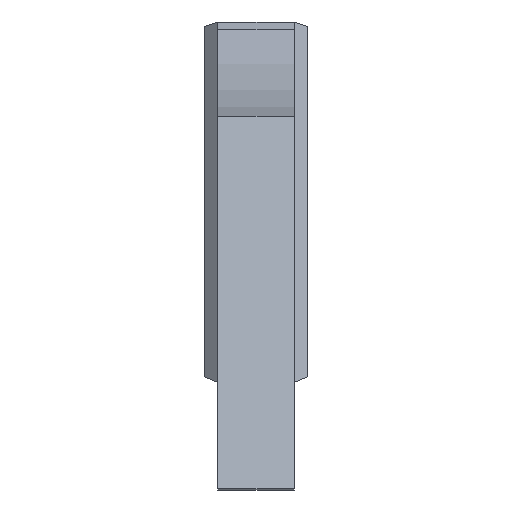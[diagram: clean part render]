
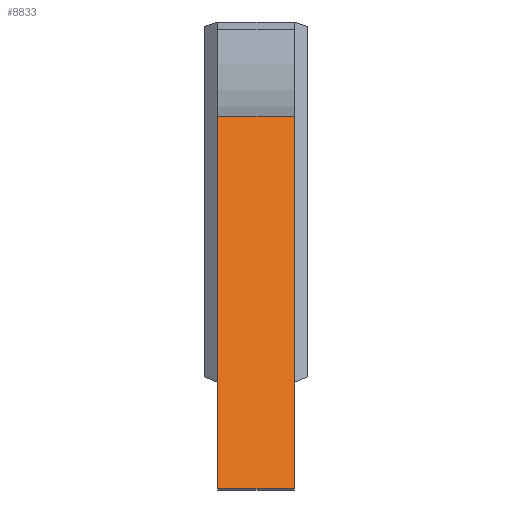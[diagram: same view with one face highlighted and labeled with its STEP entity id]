
A CAD part, front view. The second image highlights one B-rep face of the part: STEP entity #8833.
In plain terms, the highlighted planar face has unit normal (0, -0.951, 0.309).
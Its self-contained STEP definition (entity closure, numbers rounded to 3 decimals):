
#1438=FACE_OUTER_BOUND('',#1924,.T.);
#1924=EDGE_LOOP('',(#7819,#7820,#7821,#7822));
#2671=LINE('',#16549,#3392);
#2675=LINE('',#16558,#3396);
#2676=LINE('',#16561,#3397);
#2677=LINE('',#16562,#3398);
#3392=VECTOR('',#10026,10.);
#3396=VECTOR('',#10034,10.);
#3397=VECTOR('',#10037,10.);
#3398=VECTOR('',#10038,10.);
#4266=VERTEX_POINT('',#16546);
#4267=VERTEX_POINT('',#16548);
#4270=VERTEX_POINT('',#16556);
#4271=VERTEX_POINT('',#16560);
#5580=EDGE_CURVE('',#4266,#4267,#2671,.T.);
#5585=EDGE_CURVE('',#4270,#4266,#2675,.T.);
#5586=EDGE_CURVE('',#4271,#4270,#2676,.T.);
#5587=EDGE_CURVE('',#4267,#4271,#2677,.T.);
#7819=ORIENTED_EDGE('',*,*,#5586,.F.);
#7820=ORIENTED_EDGE('',*,*,#5587,.F.);
#7821=ORIENTED_EDGE('',*,*,#5580,.F.);
#7822=ORIENTED_EDGE('',*,*,#5585,.F.);
#8380=PLANE('',#9006);
#8833=ADVANCED_FACE('',(#1438),#8380,.T.);
#9006=AXIS2_PLACEMENT_3D('',#16559,#10035,#10036);
#10026=DIRECTION('',(1.,0.,0.));
#10034=DIRECTION('',(0.,0.309,0.951));
#10035=DIRECTION('center_axis',(0.,-0.951,0.309));
#10036=DIRECTION('ref_axis',(0.,-0.309,-0.951));
#10037=DIRECTION('',(-1.,0.,0.));
#10038=DIRECTION('',(0.,-0.309,-0.951));
#16546=CARTESIAN_POINT('',(-7.8,23.373,-94.462));
#16548=CARTESIAN_POINT('',(7.8,23.373,-94.462));
#16549=CARTESIAN_POINT('',(0.,23.373,-94.462));
#16556=CARTESIAN_POINT('',(-7.8,-1.362,-170.588));
#16558=CARTESIAN_POINT('',(-7.8,33.999,-61.758));
#16559=CARTESIAN_POINT('Origin',(0.,23.373,-94.462));
#16560=CARTESIAN_POINT('',(7.8,-1.362,-170.588));
#16561=CARTESIAN_POINT('',(0.,-1.362,-170.588));
#16562=CARTESIAN_POINT('',(7.8,33.999,-61.758));
